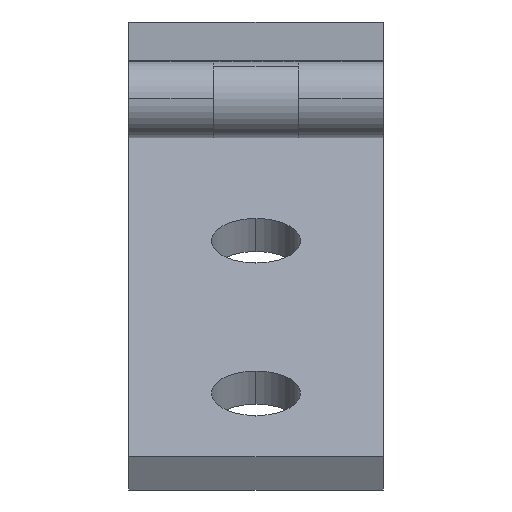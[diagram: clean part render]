
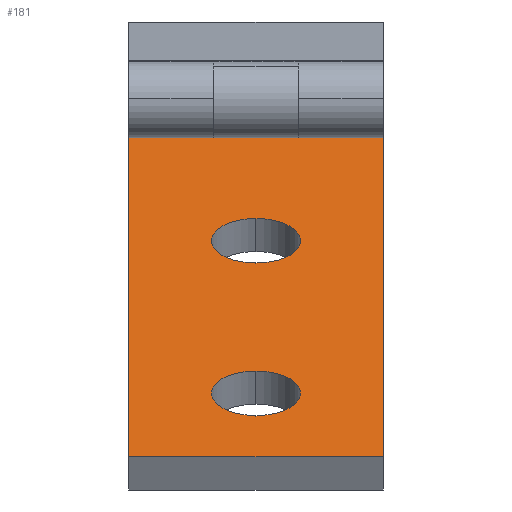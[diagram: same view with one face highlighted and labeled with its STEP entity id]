
A CAD part, top view. The second image highlights one B-rep face of the part: STEP entity #181.
In plain terms, the highlighted planar face has unit normal (0, 0.866, 0.5).
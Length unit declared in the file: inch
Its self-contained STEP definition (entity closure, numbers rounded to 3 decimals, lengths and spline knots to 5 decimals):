
#181=ADVANCED_FACE('',(#349,#350,#351),#352,.T.);
#349=FACE_OUTER_BOUND('',#521,.T.);
#350=FACE_BOUND('',#522,.T.);
#351=FACE_BOUND('',#523,.T.);
#352=PLANE('',#524);
#521=EDGE_LOOP('',(#877,#878,#879,#880));
#522=EDGE_LOOP('',(#881,#882));
#523=EDGE_LOOP('',(#883,#884));
#524=AXIS2_PLACEMENT_3D('',#885,#886,#887);
#877=ORIENTED_EDGE('',*,*,#1058,.F.);
#878=ORIENTED_EDGE('',*,*,#1047,.T.);
#879=ORIENTED_EDGE('',*,*,#1053,.T.);
#880=ORIENTED_EDGE('',*,*,#1033,.T.);
#881=ORIENTED_EDGE('',*,*,#1042,.T.);
#882=ORIENTED_EDGE('',*,*,#986,.T.);
#883=ORIENTED_EDGE('',*,*,#999,.T.);
#884=ORIENTED_EDGE('',*,*,#1028,.T.);
#885=CARTESIAN_POINT('',(0.,-2.68486,3.5957));
#886=DIRECTION('',(0.,0.866,0.5));
#887=DIRECTION('',(0.,-0.5,0.866));
#986=EDGE_CURVE('',#1172,#1176,#1178,.T.);
#999=EDGE_CURVE('',#1197,#1195,#1198,.T.);
#1028=EDGE_CURVE('',#1195,#1197,#1240,.T.);
#1033=EDGE_CURVE('',#1245,#1246,#1247,.T.);
#1042=EDGE_CURVE('',#1176,#1172,#1258,.T.);
#1047=EDGE_CURVE('',#1265,#1262,#1266,.T.);
#1053=EDGE_CURVE('',#1262,#1245,#1273,.T.);
#1058=EDGE_CURVE('',#1265,#1246,#1278,.T.);
#1172=VERTEX_POINT('',#1408);
#1176=VERTEX_POINT('',#1413);
#1178=CIRCLE('',#1416,0.27559);
#1195=VERTEX_POINT('',#1435);
#1197=VERTEX_POINT('',#1438);
#1198=CIRCLE('',#1439,0.27559);
#1240=CIRCLE('',#1494,0.27559);
#1245=VERTEX_POINT('',#1501);
#1246=VERTEX_POINT('',#1502);
#1247=LINE('',#1503,#1504);
#1258=CIRCLE('',#1518,0.27559);
#1262=VERTEX_POINT('',#1522);
#1265=VERTEX_POINT('',#1526);
#1266=LINE('',#1527,#1528);
#1273=LINE('',#1537,#1538);
#1278=LINE('',#1545,#1546);
#1408=CARTESIAN_POINT('',(0.7874,-2.15332,2.67515));
#1413=CARTESIAN_POINT('',(0.7874,-2.42893,3.15247));
#1416=AXIS2_PLACEMENT_3D('',#1667,#1668,#1669);
#1435=CARTESIAN_POINT('',(0.7874,-1.20834,1.03862));
#1438=CARTESIAN_POINT('',(0.7874,-1.48396,1.51594));
#1439=AXIS2_PLACEMENT_3D('',#1691,#1692,#1693);
#1494=AXIS2_PLACEMENT_3D('',#1734,#1735,#1736);
#1501=CARTESIAN_POINT('',(1.5748,-2.68486,3.5957));
#1502=CARTESIAN_POINT('',(1.5748,-0.67679,0.11807));
#1503=CARTESIAN_POINT('',(1.5748,-0.67679,0.11807));
#1504=VECTOR('',#1739,0.3937);
#1518=AXIS2_PLACEMENT_3D('',#1749,#1750,#1751);
#1522=CARTESIAN_POINT('',(0.,-2.68486,3.5957));
#1526=CARTESIAN_POINT('',(0.,-0.67679,0.11807));
#1527=CARTESIAN_POINT('',(0.,-0.67679,0.11807));
#1528=VECTOR('',#1756,0.3937);
#1537=CARTESIAN_POINT('',(0.,-2.68486,3.5957));
#1538=VECTOR('',#1762,0.3937);
#1545=CARTESIAN_POINT('',(0.,-0.67679,0.11807));
#1546=VECTOR('',#1765,0.3937);
#1667=CARTESIAN_POINT('',(0.7874,-2.29112,2.91381));
#1668=DIRECTION('',(0.,-0.866,-0.5));
#1669=DIRECTION('',(0.,0.5,-0.866));
#1691=CARTESIAN_POINT('',(0.7874,-1.34615,1.27728));
#1692=DIRECTION('',(0.,-0.866,-0.5));
#1693=DIRECTION('',(0.,0.5,-0.866));
#1734=CARTESIAN_POINT('',(0.7874,-1.34615,1.27728));
#1735=DIRECTION('',(0.,-0.866,-0.5));
#1736=DIRECTION('',(0.,0.5,-0.866));
#1739=DIRECTION('',(0.,0.5,-0.866));
#1749=CARTESIAN_POINT('',(0.7874,-2.29112,2.91381));
#1750=DIRECTION('',(0.,-0.866,-0.5));
#1751=DIRECTION('',(0.,0.5,-0.866));
#1756=DIRECTION('',(0.,-0.5,0.866));
#1762=DIRECTION('',(1.0,0.,0.));
#1765=DIRECTION('',(1.0,0.,0.));
